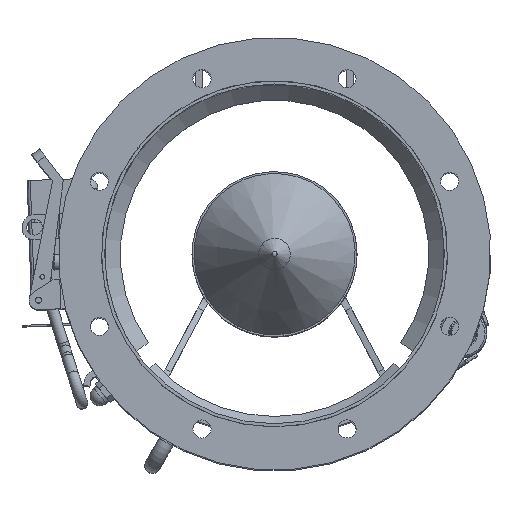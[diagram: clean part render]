
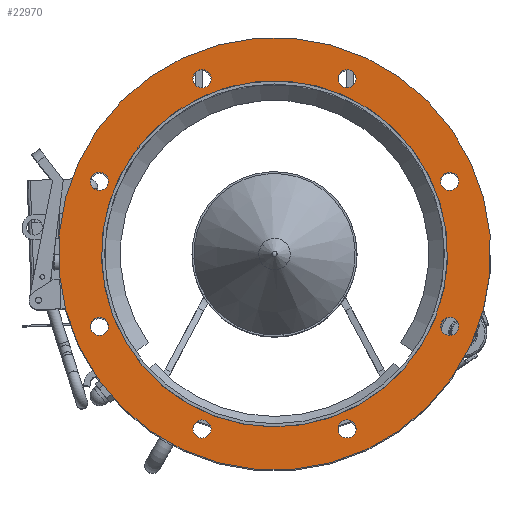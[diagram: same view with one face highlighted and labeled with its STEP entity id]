
A CAD part, top view. The second image highlights one B-rep face of the part: STEP entity #22970.
In plain terms, the highlighted planar face has unit normal (0, 0, 1).
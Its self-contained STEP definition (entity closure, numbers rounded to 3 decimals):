
#4573=FACE_BOUND('',#7547,.T.);
#4574=FACE_BOUND('',#7548,.T.);
#4575=FACE_BOUND('',#7549,.T.);
#4576=FACE_BOUND('',#7550,.T.);
#4577=FACE_BOUND('',#7551,.T.);
#4578=FACE_BOUND('',#7552,.T.);
#4579=FACE_BOUND('',#7553,.T.);
#4580=FACE_BOUND('',#7554,.T.);
#4581=FACE_BOUND('',#7555,.T.);
#5864=FACE_OUTER_BOUND('',#7546,.T.);
#7546=EDGE_LOOP('',(#19644));
#7547=EDGE_LOOP('',(#19645));
#7548=EDGE_LOOP('',(#19646));
#7549=EDGE_LOOP('',(#19647));
#7550=EDGE_LOOP('',(#19648));
#7551=EDGE_LOOP('',(#19649));
#7552=EDGE_LOOP('',(#19650));
#7553=EDGE_LOOP('',(#19651));
#7554=EDGE_LOOP('',(#19652));
#7555=EDGE_LOOP('',(#19653));
#8689=CIRCLE('',#25294,110.);
#8691=CIRCLE('',#25297,5.75);
#8693=CIRCLE('',#25300,5.75);
#8695=CIRCLE('',#25303,5.75);
#8697=CIRCLE('',#25306,5.75);
#8699=CIRCLE('',#25309,5.75);
#8701=CIRCLE('',#25312,5.75);
#8703=CIRCLE('',#25315,5.75);
#8705=CIRCLE('',#25318,5.75);
#8708=CIRCLE('',#25322,137.5);
#10691=VERTEX_POINT('',#41117);
#10693=VERTEX_POINT('',#41122);
#10695=VERTEX_POINT('',#41127);
#10697=VERTEX_POINT('',#41132);
#10699=VERTEX_POINT('',#41137);
#10701=VERTEX_POINT('',#41142);
#10703=VERTEX_POINT('',#41147);
#10705=VERTEX_POINT('',#41152);
#10707=VERTEX_POINT('',#41157);
#10710=VERTEX_POINT('',#41164);
#13678=EDGE_CURVE('',#10691,#10691,#8689,.T.);
#13680=EDGE_CURVE('',#10693,#10693,#8691,.T.);
#13682=EDGE_CURVE('',#10695,#10695,#8693,.T.);
#13684=EDGE_CURVE('',#10697,#10697,#8695,.T.);
#13686=EDGE_CURVE('',#10699,#10699,#8697,.T.);
#13688=EDGE_CURVE('',#10701,#10701,#8699,.T.);
#13690=EDGE_CURVE('',#10703,#10703,#8701,.T.);
#13692=EDGE_CURVE('',#10705,#10705,#8703,.T.);
#13694=EDGE_CURVE('',#10707,#10707,#8705,.T.);
#13697=EDGE_CURVE('',#10710,#10710,#8708,.T.);
#19644=ORIENTED_EDGE('',*,*,#13697,.T.);
#19645=ORIENTED_EDGE('',*,*,#13680,.T.);
#19646=ORIENTED_EDGE('',*,*,#13682,.T.);
#19647=ORIENTED_EDGE('',*,*,#13684,.T.);
#19648=ORIENTED_EDGE('',*,*,#13686,.T.);
#19649=ORIENTED_EDGE('',*,*,#13688,.T.);
#19650=ORIENTED_EDGE('',*,*,#13690,.T.);
#19651=ORIENTED_EDGE('',*,*,#13692,.T.);
#19652=ORIENTED_EDGE('',*,*,#13694,.T.);
#19653=ORIENTED_EDGE('',*,*,#13678,.T.);
#20439=PLANE('',#25324);
#22970=ADVANCED_FACE('',(#5864,#4573,#4574,#4575,#4576,#4577,#4578,#4579,
#4580,#4581),#20439,.T.);
#25294=AXIS2_PLACEMENT_3D('',#41118,#31603,#31604);
#25297=AXIS2_PLACEMENT_3D('',#41123,#31609,#31610);
#25300=AXIS2_PLACEMENT_3D('',#41128,#31615,#31616);
#25303=AXIS2_PLACEMENT_3D('',#41133,#31621,#31622);
#25306=AXIS2_PLACEMENT_3D('',#41138,#31627,#31628);
#25309=AXIS2_PLACEMENT_3D('',#41143,#31633,#31634);
#25312=AXIS2_PLACEMENT_3D('',#41148,#31639,#31640);
#25315=AXIS2_PLACEMENT_3D('',#41153,#31645,#31646);
#25318=AXIS2_PLACEMENT_3D('',#41158,#31651,#31652);
#25322=AXIS2_PLACEMENT_3D('',#41165,#31659,#31660);
#25324=AXIS2_PLACEMENT_3D('',#41167,#31663,#31664);
#31603=DIRECTION('center_axis',(0.,0.,
-1.));
#31604=DIRECTION('ref_axis',(0.707,-0.707,0.));
#31609=DIRECTION('center_axis',(0.,0.,
-1.));
#31610=DIRECTION('ref_axis',(-0.707,-0.707,0.));
#31615=DIRECTION('center_axis',(0.,0.,
-1.));
#31616=DIRECTION('ref_axis',(0.,-1.,0.));
#31621=DIRECTION('center_axis',(0.,0.,
-1.));
#31622=DIRECTION('ref_axis',(0.707,-0.707,0.));
#31627=DIRECTION('center_axis',(0.,0.,
-1.));
#31628=DIRECTION('ref_axis',(1.,0.,0.));
#31633=DIRECTION('center_axis',(0.,0.,
-1.));
#31634=DIRECTION('ref_axis',(0.707,0.707,0.));
#31639=DIRECTION('center_axis',(0.,0.,
-1.));
#31640=DIRECTION('ref_axis',(0.,1.,0.));
#31645=DIRECTION('center_axis',(0.,0.,
-1.));
#31646=DIRECTION('ref_axis',(-1.,0.,0.));
#31651=DIRECTION('center_axis',(0.,0.,
-1.));
#31652=DIRECTION('ref_axis',(-0.707,0.707,0.));
#31659=DIRECTION('center_axis',(0.,0.,
1.));
#31660=DIRECTION('ref_axis',(0.707,-0.707,0.));
#31663=DIRECTION('center_axis',(0.,0.,
1.));
#31664=DIRECTION('ref_axis',(0.707,-0.707,0.));
#41117=CARTESIAN_POINT('',(-77.782,77.782,210.));
#41118=CARTESIAN_POINT('Origin',(0.,0.,
210.));
#41122=CARTESIAN_POINT('',(-107.262,-42.047,210.));
#41123=CARTESIAN_POINT('Origin',(-111.327,-46.113,210.));
#41127=CARTESIAN_POINT('',(-46.113,-105.577,210.));
#41128=CARTESIAN_POINT('Origin',(-46.113,-111.327,210.));
#41132=CARTESIAN_POINT('',(42.047,-107.262,210.));
#41133=CARTESIAN_POINT('Origin',(46.113,-111.327,210.));
#41137=CARTESIAN_POINT('',(105.577,-46.113,210.));
#41138=CARTESIAN_POINT('Origin',(111.327,-46.113,210.));
#41142=CARTESIAN_POINT('',(107.262,42.047,210.));
#41143=CARTESIAN_POINT('Origin',(111.327,46.113,210.));
#41147=CARTESIAN_POINT('',(46.113,105.577,210.));
#41148=CARTESIAN_POINT('Origin',(46.113,111.327,210.));
#41152=CARTESIAN_POINT('',(-105.577,46.113,210.));
#41153=CARTESIAN_POINT('Origin',(-111.327,46.113,210.));
#41157=CARTESIAN_POINT('',(-42.047,107.262,210.));
#41158=CARTESIAN_POINT('Origin',(-46.113,111.327,210.));
#41164=CARTESIAN_POINT('',(-97.227,97.227,210.));
#41165=CARTESIAN_POINT('Origin',(0.,0.,
210.));
#41167=CARTESIAN_POINT('Origin',(0.,0.,
210.));
